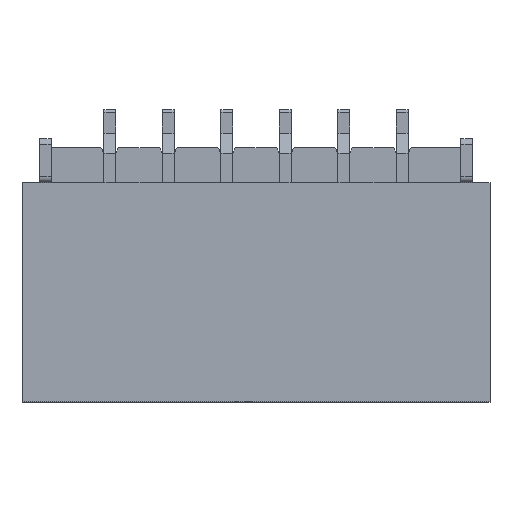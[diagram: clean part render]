
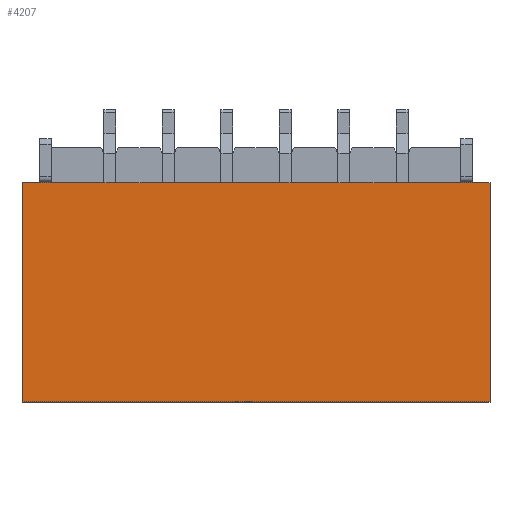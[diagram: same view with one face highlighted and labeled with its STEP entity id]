
A CAD part, top view. The second image highlights one B-rep face of the part: STEP entity #4207.
In plain terms, the highlighted planar face has unit normal (0, 0, 1).
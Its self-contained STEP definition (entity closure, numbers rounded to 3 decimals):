
#1008=ORIENTED_EDGE('',*,*,#1468,.T.);
#1009=ORIENTED_EDGE('',*,*,#1846,.F.);
#1010=ORIENTED_EDGE('',*,*,#1709,.F.);
#1011=ORIENTED_EDGE('',*,*,#1845,.T.);
#1468=EDGE_CURVE('',#2061,#2060,#2468,.T.);
#1709=EDGE_CURVE('',#2243,#2244,#2697,.T.);
#1845=EDGE_CURVE('',#2243,#2061,#2825,.T.);
#1846=EDGE_CURVE('',#2244,#2060,#2826,.T.);
#2060=VERTEX_POINT('',#5836);
#2061=VERTEX_POINT('',#5838);
#2243=VERTEX_POINT('',#6316);
#2244=VERTEX_POINT('',#6318);
#2468=LINE('',#5837,#3000);
#2697=LINE('',#6317,#3229);
#2825=LINE('',#6580,#3357);
#2826=LINE('',#6582,#3358);
#3000=VECTOR('',#4724,1000.);
#3229=VECTOR('',#5089,1000.);
#3357=VECTOR('',#5351,1000.);
#3358=VECTOR('',#5354,1000.);
#3637=EDGE_LOOP('',(#1008,#1009,#1010,#1011));
#3849=FACE_BOUND('',#3637,.T.);
#4028=PLANE('',#4484);
#4207=ADVANCED_FACE('',(#3849),#4028,.T.);
#4484=AXIS2_PLACEMENT_3D('',#6581,#5352,#5353);
#4724=DIRECTION('',(-1.,0.,0.));
#5089=DIRECTION('',(-1.,0.,0.));
#5351=DIRECTION('',(0.,1.,0.));
#5352=DIRECTION('',(0.,0.,1.));
#5353=DIRECTION('',(0.,-1.,0.));
#5354=DIRECTION('',(0.,1.,0.));
#5836=CARTESIAN_POINT('',(-4.,1.575,1.5));
#5837=CARTESIAN_POINT('',(-4.,1.575,1.5));
#5838=CARTESIAN_POINT('',(4.,1.575,1.5));
#6316=CARTESIAN_POINT('',(4.,-2.175,1.5));
#6317=CARTESIAN_POINT('',(4.,-2.175,1.5));
#6318=CARTESIAN_POINT('',(-4.,-2.175,1.5));
#6580=CARTESIAN_POINT('',(4.,-2.175,1.5));
#6581=CARTESIAN_POINT('',(4.,-2.175,1.5));
#6582=CARTESIAN_POINT('',(-4.,-2.175,1.5));
